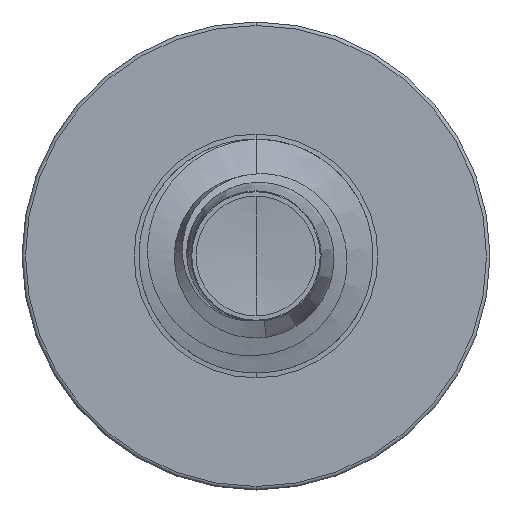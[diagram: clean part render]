
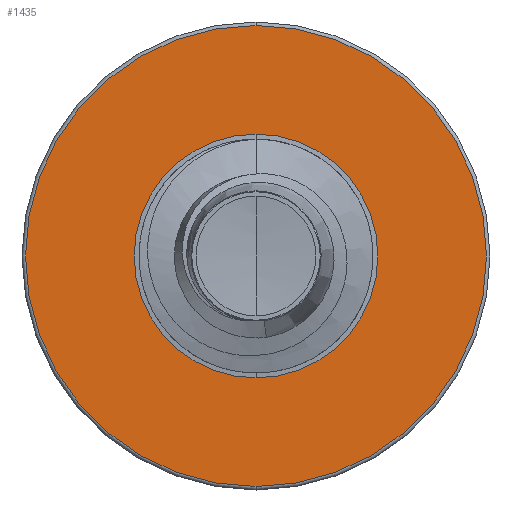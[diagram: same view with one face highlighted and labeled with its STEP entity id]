
A CAD part, front view. The second image highlights one B-rep face of the part: STEP entity #1435.
In plain terms, the highlighted planar face has unit normal (0, -1, 0).
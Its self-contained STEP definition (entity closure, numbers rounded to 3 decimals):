
#134 = VERTEX_POINT ( 'NONE', #2231 ) ;
#708 = CARTESIAN_POINT ( 'NONE',  ( 0., 4., 0. ) ) ;
#720 = CIRCLE ( 'NONE', #2971, 2.955 ) ;
#789 = EDGE_LOOP ( 'NONE', ( #6313, #6243 ) ) ;
#904 = PLANE ( 'NONE',  #8166 ) ;
#1431 = DIRECTION ( 'NONE',  ( 0., 0., 1. ) ) ;
#1435 = ADVANCED_FACE ( 'NONE', ( #1740, #1966 ), #904, .F. ) ;
#1634 = DIRECTION ( 'NONE',  ( 0., 1., 0. ) ) ;
#1710 = AXIS2_PLACEMENT_3D ( 'NONE', #7708, #3929, #8304 ) ;
#1740 = FACE_OUTER_BOUND ( 'NONE', #789, .T. ) ;
#1966 = FACE_BOUND ( 'NONE', #2198, .T. ) ;
#1998 = VERTEX_POINT ( 'NONE', #3297 ) ;
#2083 = CIRCLE ( 'NONE', #3634, 1.562 ) ;
#2198 = EDGE_LOOP ( 'NONE', ( #8321, #7825 ) ) ;
#2200 = DIRECTION ( 'NONE',  ( 0., 0., 1. ) ) ;
#2231 = CARTESIAN_POINT ( 'NONE',  ( 0., 4., -1.562 ) ) ;
#2776 = EDGE_CURVE ( 'NONE', #134, #5751, #5556, .T. ) ;
#2895 = EDGE_CURVE ( 'NONE', #5751, #134, #2083, .T. ) ;
#2971 = AXIS2_PLACEMENT_3D ( 'NONE', #708, #5608, #1431 ) ;
#3059 = CIRCLE ( 'NONE', #7137, 2.955 ) ;
#3199 = CARTESIAN_POINT ( 'NONE',  ( 0., 4., -1.562 ) ) ;
#3297 = CARTESIAN_POINT ( 'NONE',  ( 0., 4., -2.955 ) ) ;
#3608 = EDGE_CURVE ( 'NONE', #3711, #1998, #720, .T. ) ;
#3634 = AXIS2_PLACEMENT_3D ( 'NONE', #7942, #4179, #8533 ) ;
#3711 = VERTEX_POINT ( 'NONE', #6817 ) ;
#3829 = CARTESIAN_POINT ( 'NONE',  ( 0., 4., 1.562 ) ) ;
#3929 = DIRECTION ( 'NONE',  ( 0., 1., 0. ) ) ;
#4096 = CARTESIAN_POINT ( 'NONE',  ( 0., 4., 0. ) ) ;
#4179 = DIRECTION ( 'NONE',  ( 0., 1., 0. ) ) ;
#4787 = DIRECTION ( 'NONE',  ( 0., 0., 1. ) ) ;
#5556 = CIRCLE ( 'NONE', #1710, 1.562 ) ;
#5608 = DIRECTION ( 'NONE',  ( 0., 1., 0. ) ) ;
#5751 = VERTEX_POINT ( 'NONE', #3829 ) ;
#6243 = ORIENTED_EDGE ( 'NONE', *, *, #7266, .F. ) ;
#6313 = ORIENTED_EDGE ( 'NONE', *, *, #3608, .F. ) ;
#6817 = CARTESIAN_POINT ( 'NONE',  ( 0., 4., 2.955 ) ) ;
#7137 = AXIS2_PLACEMENT_3D ( 'NONE', #4096, #8462, #4787 ) ;
#7266 = EDGE_CURVE ( 'NONE', #1998, #3711, #3059, .T. ) ;
#7708 = CARTESIAN_POINT ( 'NONE',  ( 0., 4., 0. ) ) ;
#7825 = ORIENTED_EDGE ( 'NONE', *, *, #2776, .T. ) ;
#7942 = CARTESIAN_POINT ( 'NONE',  ( 0., 4., 0. ) ) ;
#8166 = AXIS2_PLACEMENT_3D ( 'NONE', #3199, #1634, #2200 ) ;
#8304 = DIRECTION ( 'NONE',  ( 0., 0., 1. ) ) ;
#8321 = ORIENTED_EDGE ( 'NONE', *, *, #2895, .T. ) ;
#8462 = DIRECTION ( 'NONE',  ( 0., 1., 0. ) ) ;
#8533 = DIRECTION ( 'NONE',  ( 0., 0., 1. ) ) ;
